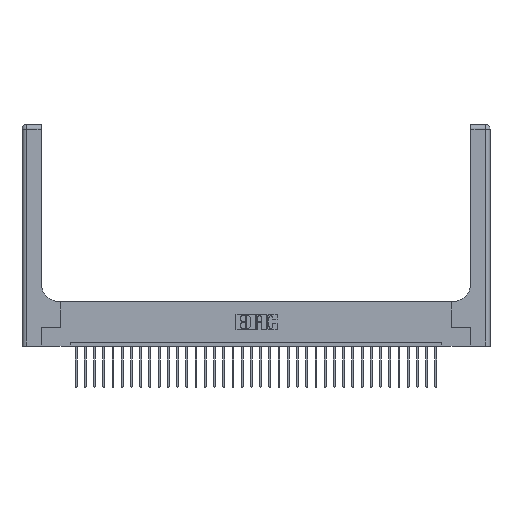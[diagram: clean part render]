
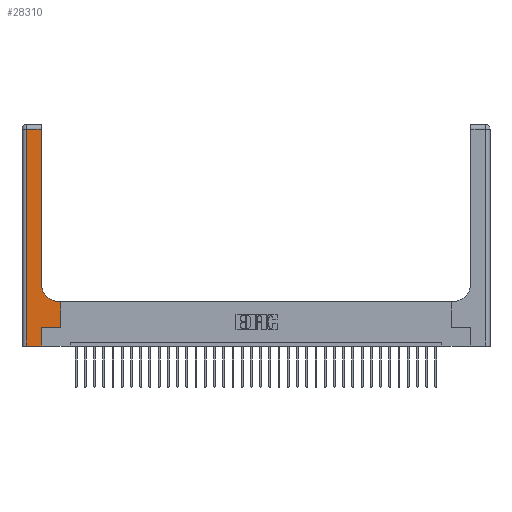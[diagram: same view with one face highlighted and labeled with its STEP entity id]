
A CAD part, top view. The second image highlights one B-rep face of the part: STEP entity #28310.
In plain terms, the highlighted planar face has unit normal (0, 0, 1).
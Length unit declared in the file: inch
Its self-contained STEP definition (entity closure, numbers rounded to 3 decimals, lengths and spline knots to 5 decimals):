
#562 = CARTESIAN_POINT ( 'NONE',  ( 0.265, 0.25, 0.37 ) ) ;
#1059 = DIRECTION ( 'NONE',  ( 0., 1., 0. ) ) ;
#1118 = DIRECTION ( 'NONE',  ( 1., 0., 0. ) ) ;
#1311 = CARTESIAN_POINT ( 'NONE',  ( 0.06, 2.94, 0.37 ) ) ;
#1585 = VECTOR ( 'NONE', #1981, 39.37008 ) ;
#1627 = AXIS2_PLACEMENT_3D ( 'NONE', #6557, #21173, #18835 ) ;
#1690 = CARTESIAN_POINT ( 'NONE',  ( 0.06, 3., 0.37 ) ) ;
#1981 = DIRECTION ( 'NONE',  ( 0., -1., 0. ) ) ;
#2432 = LINE ( 'NONE', #16855, #23732 ) ;
#2961 = ORIENTED_EDGE ( 'NONE', *, *, #17296, .T. ) ;
#3093 = VERTEX_POINT ( 'NONE', #7744 ) ;
#3861 = CARTESIAN_POINT ( 'NONE',  ( 0., 2.94, 0.37 ) ) ;
#3954 = ORIENTED_EDGE ( 'NONE', *, *, #24994, .T. ) ;
#4433 = LINE ( 'NONE', #6637, #7999 ) ;
#4524 = EDGE_CURVE ( 'NONE', #3093, #12987, #13465, .T. ) ;
#4909 = VERTEX_POINT ( 'NONE', #13510 ) ;
#5431 = VERTEX_POINT ( 'NONE', #16887 ) ;
#6253 = VECTOR ( 'NONE', #16466, 39.37008 ) ;
#6557 = CARTESIAN_POINT ( 'NONE',  ( 0., 3., 0.37 ) ) ;
#6637 = CARTESIAN_POINT ( 'NONE',  ( 0.26, 3., 0.37 ) ) ;
#7744 = CARTESIAN_POINT ( 'NONE',  ( 0.528, 0.25, 0.37 ) ) ;
#7999 = VECTOR ( 'NONE', #25597, 39.37008 ) ;
#8189 = DIRECTION ( 'NONE',  ( 0., 0., -1. ) ) ;
#8720 = ORIENTED_EDGE ( 'NONE', *, *, #23198, .T. ) ;
#9177 = LINE ( 'NONE', #1690, #1585 ) ;
#9324 = FACE_OUTER_BOUND ( 'NONE', #27678, .T. ) ;
#9327 = CARTESIAN_POINT ( 'NONE',  ( 0.265, 0., 0.37 ) ) ;
#9780 = VERTEX_POINT ( 'NONE', #19574 ) ;
#9965 = ORIENTED_EDGE ( 'NONE', *, *, #22109, .T. ) ;
#10682 = EDGE_CURVE ( 'NONE', #9780, #23910, #30118, .T. ) ;
#10683 = LINE ( 'NONE', #15249, #12920 ) ;
#11345 = VECTOR ( 'NONE', #13385, 39.37008 ) ;
#11574 = EDGE_CURVE ( 'NONE', #13068, #4909, #21794, .T. ) ;
#12880 = ORIENTED_EDGE ( 'NONE', *, *, #15289, .T. ) ;
#12920 = VECTOR ( 'NONE', #20060, 39.37008 ) ;
#12987 = VERTEX_POINT ( 'NONE', #14493 ) ;
#13068 = VERTEX_POINT ( 'NONE', #9327 ) ;
#13385 = DIRECTION ( 'NONE',  ( -1., 0., 0. ) ) ;
#13465 = LINE ( 'NONE', #22940, #6253 ) ;
#13510 = CARTESIAN_POINT ( 'NONE',  ( 0.265, 0.25, 0.37 ) ) ;
#14251 = EDGE_CURVE ( 'NONE', #19367, #5431, #29313, .T. ) ;
#14448 = AXIS2_PLACEMENT_3D ( 'NONE', #15979, #8189, #1118 ) ;
#14493 = CARTESIAN_POINT ( 'NONE',  ( 0.528, 0.6, 0.37 ) ) ;
#15249 = CARTESIAN_POINT ( 'NONE',  ( 0., 0., 0.37 ) ) ;
#15289 = EDGE_CURVE ( 'NONE', #5431, #9780, #4433, .T. ) ;
#15357 = ORIENTED_EDGE ( 'NONE', *, *, #14251, .T. ) ;
#15979 = CARTESIAN_POINT ( 'NONE',  ( 0.51, 0.85, 0.37 ) ) ;
#16026 = VERTEX_POINT ( 'NONE', #18540 ) ;
#16466 = DIRECTION ( 'NONE',  ( 0., 1., 0. ) ) ;
#16476 = ORIENTED_EDGE ( 'NONE', *, *, #11574, .T. ) ;
#16855 = CARTESIAN_POINT ( 'NONE',  ( 0.26, 0.6, 0.37 ) ) ;
#16887 = CARTESIAN_POINT ( 'NONE',  ( 0.26, 0.85, 0.37 ) ) ;
#17216 = VECTOR ( 'NONE', #1059, 39.37008 ) ;
#17296 = EDGE_CURVE ( 'NONE', #23910, #16026, #9177, .T. ) ;
#18540 = CARTESIAN_POINT ( 'NONE',  ( 0.06, 0., 0.37 ) ) ;
#18835 = DIRECTION ( 'NONE',  ( -1., 0., 0. ) ) ;
#19367 = VERTEX_POINT ( 'NONE', #28462 ) ;
#19574 = CARTESIAN_POINT ( 'NONE',  ( 0.26, 2.94, 0.37 ) ) ;
#20060 = DIRECTION ( 'NONE',  ( 1., 0., 0. ) ) ;
#21173 = DIRECTION ( 'NONE',  ( 0., 0., -1. ) ) ;
#21794 = LINE ( 'NONE', #24292, #17216 ) ;
#22109 = EDGE_CURVE ( 'NONE', #4909, #3093, #27033, .T. ) ;
#22702 = ORIENTED_EDGE ( 'NONE', *, *, #10682, .T. ) ;
#22940 = CARTESIAN_POINT ( 'NONE',  ( 0.528, 0.25, 0.37 ) ) ;
#23198 = EDGE_CURVE ( 'NONE', #12987, #19367, #2432, .T. ) ;
#23732 = VECTOR ( 'NONE', #25976, 39.37008 ) ;
#23910 = VERTEX_POINT ( 'NONE', #1311 ) ;
#24199 = ORIENTED_EDGE ( 'NONE', *, *, #4524, .T. ) ;
#24292 = CARTESIAN_POINT ( 'NONE',  ( 0.265, 0., 0.37 ) ) ;
#24994 = EDGE_CURVE ( 'NONE', #16026, #13068, #10683, .T. ) ;
#25597 = DIRECTION ( 'NONE',  ( 0., 1., 0. ) ) ;
#25976 = DIRECTION ( 'NONE',  ( -1., 0., 0. ) ) ;
#26727 = DIRECTION ( 'NONE',  ( 1., 0., 0. ) ) ;
#27033 = LINE ( 'NONE', #562, #30595 ) ;
#27678 = EDGE_LOOP ( 'NONE', ( #12880, #22702, #2961, #3954, #16476, #9965, #24199, #8720, #15357 ) ) ;
#27846 = PLANE ( 'NONE',  #1627 ) ;
#28310 = ADVANCED_FACE ( 'NONE', ( #9324 ), #27846, .F. ) ;
#28462 = CARTESIAN_POINT ( 'NONE',  ( 0.51, 0.6, 0.37 ) ) ;
#29313 = CIRCLE ( 'NONE', #14448, 0.25 ) ;
#30118 = LINE ( 'NONE', #3861, #11345 ) ;
#30595 = VECTOR ( 'NONE', #26727, 39.37008 ) ;
